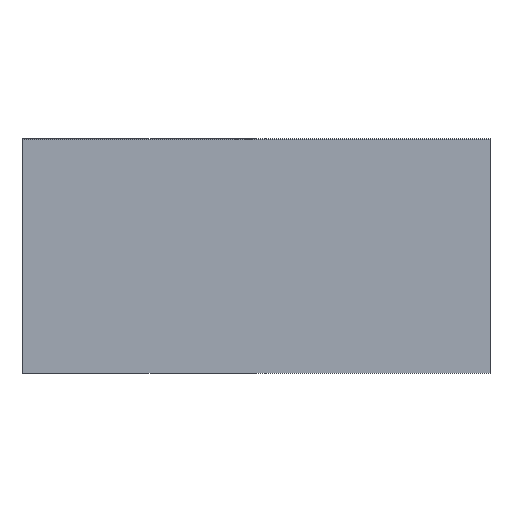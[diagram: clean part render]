
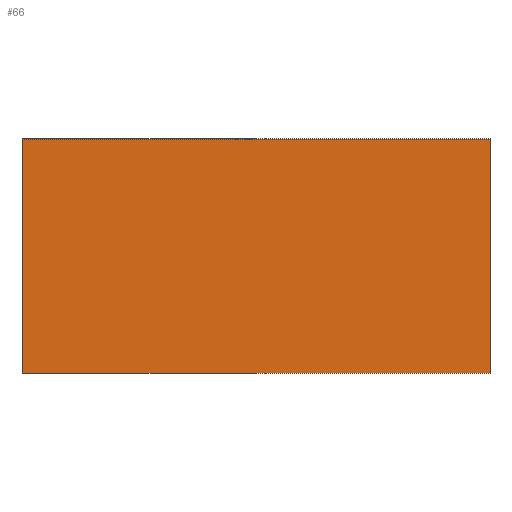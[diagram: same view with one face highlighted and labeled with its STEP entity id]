
A CAD part, left-side view. The second image highlights one B-rep face of the part: STEP entity #66.
In plain terms, the highlighted planar face has unit normal (-1, 0, 0).
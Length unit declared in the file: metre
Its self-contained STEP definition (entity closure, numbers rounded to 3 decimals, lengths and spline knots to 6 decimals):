
#66 = ADVANCED_FACE( '', ( #137 ), #138, .F. );
#137 = FACE_OUTER_BOUND( '', #210, .T. );
#138 = PLANE( '', #211 );
#210 = EDGE_LOOP( '', ( #327, #328, #329, #330 ) );
#211 = AXIS2_PLACEMENT_3D( '', #331, #332, #333 );
#327 = ORIENTED_EDGE( '', *, *, #501, .T. );
#328 = ORIENTED_EDGE( '', *, *, #502, .F. );
#329 = ORIENTED_EDGE( '', *, *, #503, .F. );
#330 = ORIENTED_EDGE( '', *, *, #456, .T. );
#331 = CARTESIAN_POINT( '', ( -0.0045, -0.0045, 0.00225 ) );
#332 = DIRECTION( '', ( 1., 0., 0. ) );
#333 = DIRECTION( '', ( 0., 0., -1. ) );
#456 = EDGE_CURVE( '', #540, #538, #541, .T. );
#501 = EDGE_CURVE( '', #538, #615, #616, .T. );
#502 = EDGE_CURVE( '', #617, #615, #618, .T. );
#503 = EDGE_CURVE( '', #540, #617, #619, .T. );
#538 = VERTEX_POINT( '', #660 );
#540 = VERTEX_POINT( '', #663 );
#541 = LINE( '', #664, #665 );
#615 = VERTEX_POINT( '', #773 );
#616 = LINE( '', #774, #775 );
#617 = VERTEX_POINT( '', #776 );
#618 = LINE( '', #777, #778 );
#619 = LINE( '', #779, #780 );
#660 = CARTESIAN_POINT( '', ( -0.0045, 0.0045, 0.0045 ) );
#663 = CARTESIAN_POINT( '', ( -0.0045, -0.0045, 0.0045 ) );
#664 = CARTESIAN_POINT( '', ( -0.0045, -0.0045, 0.0045 ) );
#665 = VECTOR( '', #841, 1. );
#773 = CARTESIAN_POINT( '', ( -0.0045, 0.0045, 0. ) );
#774 = CARTESIAN_POINT( '', ( -0.0045, 0.0045, 0.00225 ) );
#775 = VECTOR( '', #876, 1. );
#776 = CARTESIAN_POINT( '', ( -0.0045, -0.0045, 0. ) );
#777 = CARTESIAN_POINT( '', ( -0.0045, -0.0045, 0. ) );
#778 = VECTOR( '', #877, 1. );
#779 = CARTESIAN_POINT( '', ( -0.0045, -0.0045, 0.00225 ) );
#780 = VECTOR( '', #878, 1. );
#841 = DIRECTION( '', ( 0., 1., 0. ) );
#876 = DIRECTION( '', ( 0., 0., -1. ) );
#877 = DIRECTION( '', ( 0., 1., 0. ) );
#878 = DIRECTION( '', ( 0., 0., -1. ) );
